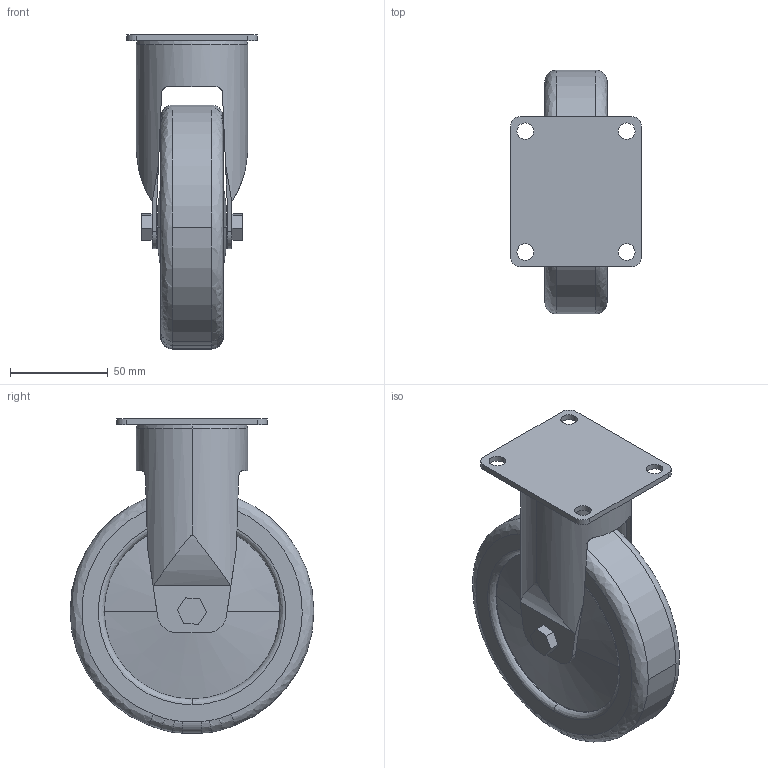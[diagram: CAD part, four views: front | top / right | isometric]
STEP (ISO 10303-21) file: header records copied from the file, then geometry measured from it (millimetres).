
FILE_DESCRIPTION (( 'STEP AP214' ), '1' );
FILE_NAME ('7420172', '2019-02-04T12:25:39', ( '' ), ('JUGARD+KÜNSTNER GmbH'), 'SwSTEP 2.0', 'SolidWorks 2017', '' );
FILE_SCHEMA (( 'AUTOMOTIVE_DESIGN' ));
Length unit declared in the file: millimetre
Products named in the file (1): 7420172_CNAJF00
Bounding box: 67 x 125 x 161 mm (x, y, z)
Volume: 415445.8 mm3; surface area: 72137.4 mm2
Topology: 2 solids, 2 shells, 133 faces, 336 edges, 216 vertices
Faces by surface type: plane 58, cylinder 47, bspline 24, cone 4
Entity records: 6804 total; most frequent: CARTESIAN_POINT 2197, ORIENTED_EDGE 672, DIRECTION 613, EDGE_CURVE 336, AXIS2_PLACEMENT_3D 220, VERTEX_POINT 216, LINE 173, VECTOR 173
